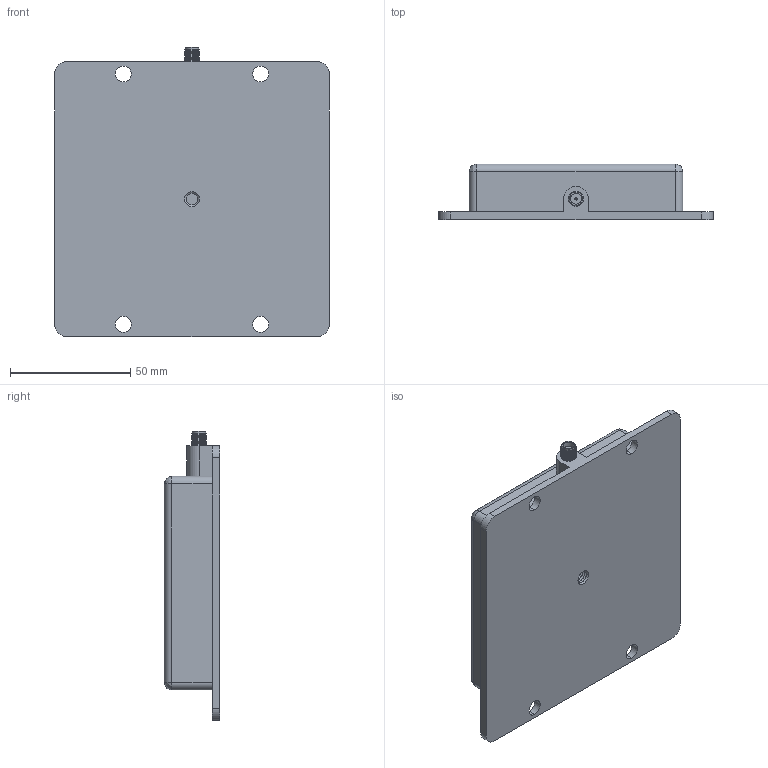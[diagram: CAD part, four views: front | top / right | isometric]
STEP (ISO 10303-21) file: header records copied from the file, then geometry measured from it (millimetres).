
FILE_DESCRIPTION (( 'STEP AP214' ), '1' );
FILE_NAME ('HG4958-07PCL.STEP', '2012-11-09T14:54:51', ( '' ), ( '' ), 'SwSTEP 2.0', 'SolidWorks 2012', '' );
FILE_SCHEMA (( 'AUTOMOTIVE_DESIGN' ));
Length unit declared in the file: inch
Products named in the file (3): SMA_Female_end; 4.5 Square Radome; HG4958-07PCL
Assembly tree (2 placements, depth 2):
  HG4958-07PCL
    4.5 Square Radome
    SMA_Female_end
Bounding box: 114.3 x 23.11 x 120.23 mm (x, y, z)
Volume: 198093.5 mm3; surface area: 35343.8 mm2
Topology: 2 solids, 2 shells, 166 faces, 372 edges, 214 vertices
Faces by surface type: cone 96, cylinder 35, plane 31, bspline 4
Entity records: 6882 total; most frequent: DIRECTION 882, CARTESIAN_POINT 813, ORIENTED_EDGE 736, EDGE_CURVE 368, AXIS2_PLACEMENT_3D 347, VERTEX_POINT 214, VECTOR 188, LINE 188
